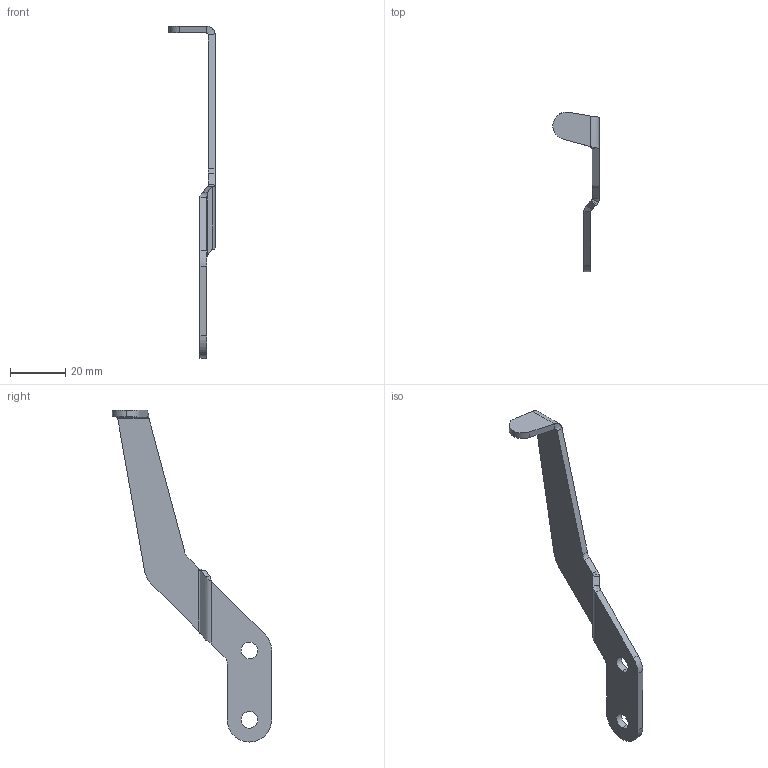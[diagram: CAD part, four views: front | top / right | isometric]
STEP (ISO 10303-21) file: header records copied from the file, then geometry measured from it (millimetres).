
FILE_DESCRIPTION(('CATIA V5 STEP Exchange'),'2;1');
FILE_NAME('LevierDroit.stp','2019-09-22T10:18:22+00:00',('none'),('none'),'Version 5-6 Release 2013','CATIA V5 STEP AP203','none');
FILE_SCHEMA(('CONFIG_CONTROL_DESIGN'));
Length unit declared in the file: millimetre
Products named in the file (1): LevierDroit
Bounding box: 16.68 x 57.41 x 119.68 mm (x, y, z)
Volume: 5112.4 mm3; surface area: 4960.7 mm2
Topology: 1 solids, 1 shells, 48 faces, 114 edges, 68 vertices
Faces by surface type: plane 24, cylinder 18, bspline 6
Entity records: 1679 total; most frequent: CARTESIAN_POINT 620, ORIENTED_EDGE 228, DIRECTION 164, EDGE_CURVE 114, VECTOR 69, LINE 69, VERTEX_POINT 68, AXIS2_PLACEMENT_3D 54
